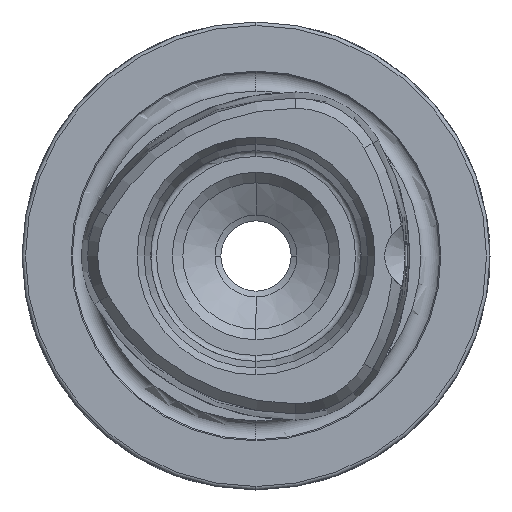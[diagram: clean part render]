
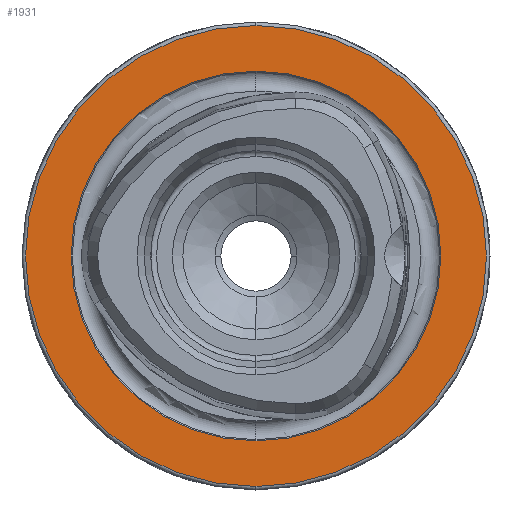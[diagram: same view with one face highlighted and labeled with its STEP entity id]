
A CAD part, left-side view. The second image highlights one B-rep face of the part: STEP entity #1931.
In plain terms, the highlighted planar face has unit normal (-1, 0, 0).
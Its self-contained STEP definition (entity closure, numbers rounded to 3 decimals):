
#245 = CARTESIAN_POINT ( 'NONE',  ( 0., 0., 0. ) ) ;
#246 = DIRECTION ( 'NONE',  ( -1., 0., 0. ) ) ;
#247 = DIRECTION ( 'NONE',  ( 0., 0., 1. ) ) ;
#469 = CIRCLE ( 'NONE', #2574, 19.7 ) ;
#502 = CIRCLE ( 'NONE', #2584, 15.8 ) ;
#653 = CIRCLE ( 'NONE', #2704, 19.7 ) ;
#767 = CARTESIAN_POINT ( 'NONE',  ( 0., 15.8, 0. ) ) ;
#769 = PLANE ( 'NONE',  #5710 ) ;
#771 = DIRECTION ( 'NONE',  ( 1., 0., 0. ) ) ;
#772 = DIRECTION ( 'NONE',  ( 0., 0., -1. ) ) ;
#1258 = CARTESIAN_POINT ( 'NONE',  ( 0., 0., -15.8 ) ) ;
#1259 = CARTESIAN_POINT ( 'NONE',  ( 0., 0., 15.8 ) ) ;
#1261 = CARTESIAN_POINT ( 'NONE',  ( 0., 0., 19.7 ) ) ;
#1262 = CARTESIAN_POINT ( 'NONE',  ( 0., 0., -19.7 ) ) ;
#1931 = ADVANCED_FACE ( 'NONE', ( #6963, #6961 ), #769, .F. ) ;
#2574 = AXIS2_PLACEMENT_3D ( 'NONE', #6561, #6562, #6563 ) ;
#2584 = AXIS2_PLACEMENT_3D ( 'NONE', #4010, #4011, #4012 ) ;
#2704 = AXIS2_PLACEMENT_3D ( 'NONE', #245, #246, #247 ) ;
#3393 = EDGE_LOOP ( 'NONE', ( #6217, #6218 ) ) ;
#3403 = EDGE_LOOP ( 'NONE', ( #6215, #6216 ) ) ;
#3509 = CARTESIAN_POINT ( 'NONE',  ( 0., 0., 0. ) ) ;
#3510 = DIRECTION ( 'NONE',  ( -1., 0., 0. ) ) ;
#3511 = DIRECTION ( 'NONE',  ( 0., 0., 1. ) ) ;
#4010 = CARTESIAN_POINT ( 'NONE',  ( 0., 0., 0. ) ) ;
#4011 = DIRECTION ( 'NONE',  ( -1., 0., 0. ) ) ;
#4012 = DIRECTION ( 'NONE',  ( 0., 0., 1. ) ) ;
#4240 = EDGE_CURVE ( 'NONE', #6627, #6626, #7319, .T. ) ;
#4353 = EDGE_CURVE ( 'NONE', #6630, #6629, #469, .T. ) ;
#4379 = EDGE_CURVE ( 'NONE', #6626, #6627, #502, .T. ) ;
#5633 = EDGE_CURVE ( 'NONE', #6629, #6630, #653, .T. ) ;
#5710 = AXIS2_PLACEMENT_3D ( 'NONE', #767, #771, #772 ) ;
#5833 = AXIS2_PLACEMENT_3D ( 'NONE', #3509, #3510, #3511 ) ;
#6215 = ORIENTED_EDGE ( 'NONE', *, *, #4240, .F. ) ;
#6216 = ORIENTED_EDGE ( 'NONE', *, *, #4379, .F. ) ;
#6217 = ORIENTED_EDGE ( 'NONE', *, *, #5633, .T. ) ;
#6218 = ORIENTED_EDGE ( 'NONE', *, *, #4353, .T. ) ;
#6561 = CARTESIAN_POINT ( 'NONE',  ( 0., 0., 0. ) ) ;
#6562 = DIRECTION ( 'NONE',  ( -1., 0., 0. ) ) ;
#6563 = DIRECTION ( 'NONE',  ( 0., 0., 1. ) ) ;
#6626 = VERTEX_POINT ( 'NONE', #1258 ) ;
#6627 = VERTEX_POINT ( 'NONE', #1259 ) ;
#6629 = VERTEX_POINT ( 'NONE', #1261 ) ;
#6630 = VERTEX_POINT ( 'NONE', #1262 ) ;
#6961 = FACE_OUTER_BOUND ( 'NONE', #3393, .T. ) ;
#6963 = FACE_BOUND ( 'NONE', #3403, .T. ) ;
#7319 = CIRCLE ( 'NONE', #5833, 15.8 ) ;
